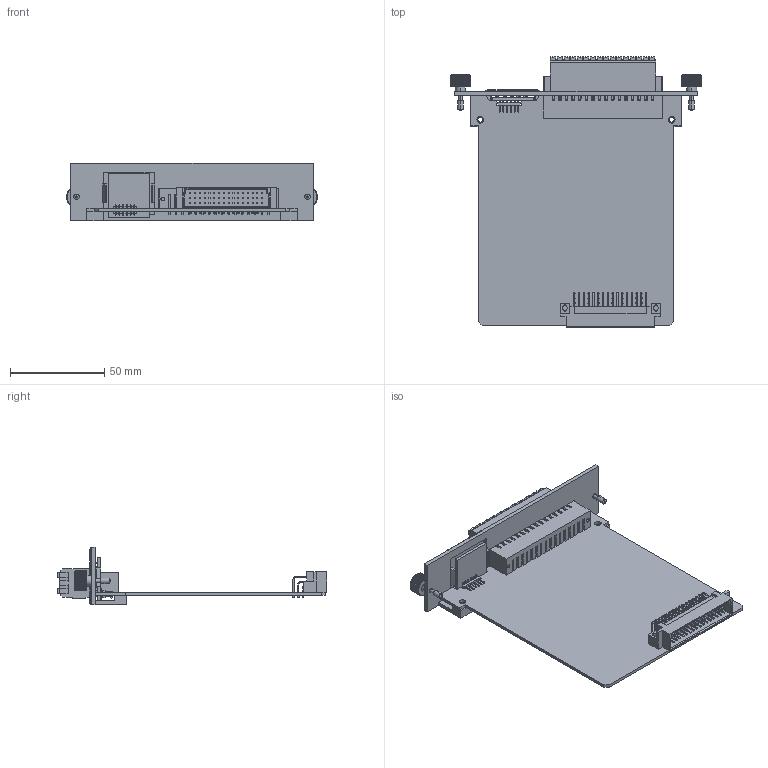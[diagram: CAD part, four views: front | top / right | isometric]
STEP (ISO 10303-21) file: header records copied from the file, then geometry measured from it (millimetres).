
FILE_DESCRIPTION (( 'STEP AP203' ), '1' );
FILE_NAME ('IO_32pin_鋁擠_鐵深灰.STEP', '2023-12-20T01:11:18', ( 'Windows 使用者' ), ( '' ), 'SwSTEP 2.0', 'SolidWorks 2020', '' );
FILE_SCHEMA (( 'CONFIG_CONTROL_DESIGN' ));
Length unit declared in the file: millimetre
Products named in the file (12): IO 36pin_PCB_3U; S2L_3_50_32_90F_3_5SN_OR_BX; 2x6pin_2.00mm_SMD; 32 LED display; 9K遮光板; Molex-48pin-90D; B2CF 3_50_32_180F SN OR BX; M3手轉; 8K LED_32; 4SI91K0000067_雙層32 pin(3.5)法蘭_鋁擠_鐵深灰; IO_32pin_鋁擠_鐵深灰; B2CF 3_50_32_180F SN OR BX.SLDPRT
Assembly tree (12 placements, depth 3):
  IO_32pin_鋁擠_鐵深灰
    IO 36pin_PCB_3U
    Molex-48pin-90D
    8K LED_32
      32 LED display
      2x6pin_2.00mm_SMD
    M3手轉  x2
    B2CF 3_50_32_180F SN OR BX.SLDPRT
      S2L_3_50_32_90F_3_5SN_OR_BX
      B2CF 3_50_32_180F SN OR BX
    9K遮光板
    4SI91K0000067_雙層32 pin(3.5)法蘭_鋁擠_鐵深灰
Bounding box: 133.05 x 143.1 x 30.3 mm (x, y, z)
Volume: 54156.1 mm3; surface area: 62359.2 mm2
Topology: 10 solids, 10 shells, 5506 faces, 14700 edges, 9516 vertices
Faces by surface type: plane 4309, cylinder 961, cone 202, torus 28, bspline 6
Entity records: 164897 total; most frequent: CARTESIAN_POINT 30819, ORIENTED_EDGE 28188, DIRECTION 26704, EDGE_CURVE 14094, VECTOR 11098, LINE 11098, VERTEX_POINT 9116, AXIS2_PLACEMENT_3D 7803
